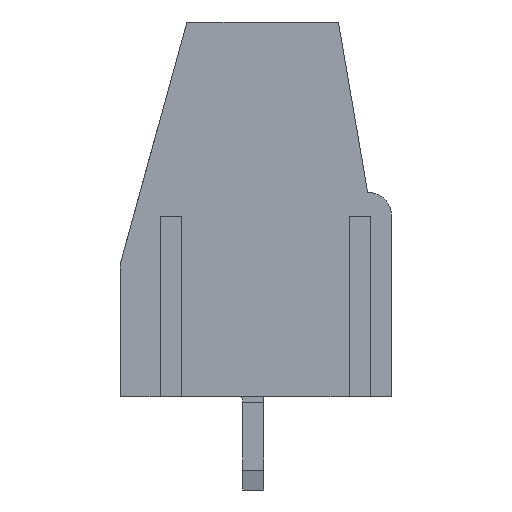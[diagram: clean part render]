
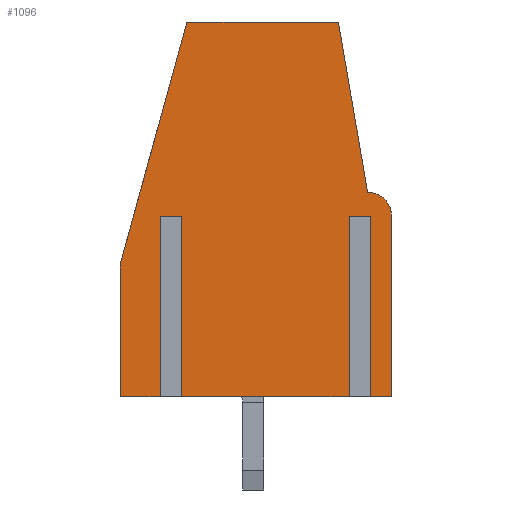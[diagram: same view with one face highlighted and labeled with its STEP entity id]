
A CAD part, left-side view. The second image highlights one B-rep face of the part: STEP entity #1096.
In plain terms, the highlighted planar face has unit normal (-1, 0, 0).
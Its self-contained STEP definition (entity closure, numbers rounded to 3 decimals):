
#1096=ADVANCED_FACE('',(#5522),#5524,.T.);
#5522=FACE_BOUND('',#5523,.T.);
#5523=EDGE_LOOP('',(#9319,#9320,#9321,#9322,#9323,#9324,#9325,#9326,#9327,#9328,
#9329,#9330,#9331,#9332,#9333));
#5524=PLANE('',#5525);
#5525=AXIS2_PLACEMENT_3D('',#5526,#5527,#5528);
#5526=CARTESIAN_POINT('',(-2.5,0.,0.));
#5527=DIRECTION('',(-1.,0.,0.));
#5528=DIRECTION('',(0.,0.,-1.));
#9319=ORIENTED_EDGE('',*,*,#11865,.F.);
#9320=ORIENTED_EDGE('',*,*,#11866,.F.);
#9321=ORIENTED_EDGE('',*,*,#11867,.F.);
#9322=ORIENTED_EDGE('',*,*,#11538,.T.);
#9323=ORIENTED_EDGE('',*,*,#11868,.F.);
#9324=ORIENTED_EDGE('',*,*,#11869,.F.);
#9325=ORIENTED_EDGE('',*,*,#11870,.F.);
#9326=ORIENTED_EDGE('',*,*,#11534,.T.);
#9327=ORIENTED_EDGE('',*,*,#11824,.T.);
#9328=ORIENTED_EDGE('',*,*,#11822,.T.);
#9329=ORIENTED_EDGE('',*,*,#11820,.T.);
#9330=ORIENTED_EDGE('',*,*,#11808,.T.);
#9331=ORIENTED_EDGE('',*,*,#11782,.T.);
#9332=ORIENTED_EDGE('',*,*,#11772,.T.);
#9333=ORIENTED_EDGE('',*,*,#11542,.T.);
#11534=EDGE_CURVE('',#12886,#12884,#12887,.T.);
#11538=EDGE_CURVE('',#12894,#12892,#12895,.T.);
#11542=EDGE_CURVE('',#12902,#12900,#12903,.T.);
#11772=EDGE_CURVE('',#13355,#12902,#13356,.T.);
#11782=EDGE_CURVE('',#13372,#13355,#13373,.T.);
#11808=EDGE_CURVE('',#13415,#13372,#13416,.T.);
#11820=EDGE_CURVE('',#13438,#13415,#13439,.T.);
#11822=EDGE_CURVE('',#13441,#13438,#13442,.T.);
#11824=EDGE_CURVE('',#12884,#13441,#13444,.T.);
#11865=EDGE_CURVE('',#13525,#12900,#13526,.T.);
#11866=EDGE_CURVE('',#13527,#13525,#13528,.F.);
#11867=EDGE_CURVE('',#12894,#13527,#13529,.T.);
#11868=EDGE_CURVE('',#13530,#12892,#13531,.T.);
#11869=EDGE_CURVE('',#13532,#13530,#13533,.F.);
#11870=EDGE_CURVE('',#12886,#13532,#13534,.T.);
#12884=VERTEX_POINT('',#15065);
#12886=VERTEX_POINT('',#15069);
#12887=LINE('',#15070,#15071);
#12892=VERTEX_POINT('',#15081);
#12894=VERTEX_POINT('',#15085);
#12895=LINE('',#15086,#15087);
#12900=VERTEX_POINT('',#15097);
#12902=VERTEX_POINT('',#15101);
#12903=LINE('',#15102,#15103);
#13355=VERTEX_POINT('',#16014);
#13356=LINE('',#16015,#16016);
#13372=VERTEX_POINT('',#16051);
#13373=LINE('',#16052,#16053);
#13415=VERTEX_POINT('',#16146);
#13416=LINE('',#16147,#16148);
#13438=VERTEX_POINT('',#16203);
#13439=LINE('',#16204,#16205);
#13441=VERTEX_POINT('',#16210);
#13442=CIRCLE('',#16211,0.9);
#13444=LINE('',#16218,#16219);
#13525=VERTEX_POINT('',#16381);
#13526=LINE('',#16382,#16383);
#13527=VERTEX_POINT('',#16385);
#13528=LINE('',#16386,#16387);
#13529=LINE('',#16389,#16390);
#13530=VERTEX_POINT('',#16392);
#13531=LINE('',#16393,#16394);
#13532=VERTEX_POINT('',#16396);
#13533=LINE('',#16397,#16398);
#13534=LINE('',#16400,#16401);
#15065=CARTESIAN_POINT('',(-2.5,-5.2,0.));
#15069=CARTESIAN_POINT('',(-2.5,-4.325,0.));
#15070=CARTESIAN_POINT('',(-2.5,-4.325,0.));
#15071=VECTOR('',#15072,1.);
#15072=DIRECTION('',(0.,-1.,0.));
#15081=CARTESIAN_POINT('',(-2.5,-3.675,0.));
#15085=CARTESIAN_POINT('',(-2.5,2.775,0.));
#15086=CARTESIAN_POINT('',(-2.5,2.775,0.));
#15087=VECTOR('',#15088,1.);
#15088=DIRECTION('',(0.,-1.,0.));
#15097=CARTESIAN_POINT('',(-2.5,3.425,0.));
#15101=CARTESIAN_POINT('',(-2.5,5.,0.));
#15102=CARTESIAN_POINT('',(-2.5,5.,0.));
#15103=VECTOR('',#15104,1.);
#15104=DIRECTION('',(0.,-1.,0.));
#16014=CARTESIAN_POINT('',(-2.5,5.,5.));
#16015=CARTESIAN_POINT('',(-2.5,5.,5.));
#16016=VECTOR('',#16017,1.);
#16017=DIRECTION('',(0.,0.,-1.));
#16051=CARTESIAN_POINT('',(-2.5,2.5,14.1));
#16052=CARTESIAN_POINT('',(-2.5,2.5,14.1));
#16053=VECTOR('',#16054,1.);
#16054=DIRECTION('',(0.,0.265,-0.964));
#16146=CARTESIAN_POINT('',(-2.5,-3.2,14.1));
#16147=CARTESIAN_POINT('',(-2.5,-3.2,14.1));
#16148=VECTOR('',#16149,1.);
#16149=DIRECTION('',(0.,1.,0.));
#16203=CARTESIAN_POINT('',(-2.5,-4.3,7.7));
#16204=CARTESIAN_POINT('',(-2.5,-4.3,7.7));
#16205=VECTOR('',#16206,1.);
#16206=DIRECTION('',(0.,0.169,0.986));
#16210=CARTESIAN_POINT('',(-2.5,-5.2,6.8));
#16211=AXIS2_PLACEMENT_3D('',#16212,#16213,#16214);
#16212=CARTESIAN_POINT('',(-2.5,-4.3,6.8));
#16213=DIRECTION('',(-1.,-0.,-0.));
#16214=DIRECTION('',(0.,-1.,0.));
#16218=CARTESIAN_POINT('',(-2.5,-5.2,0.));
#16219=VECTOR('',#16220,1.);
#16220=DIRECTION('',(0.,0.,1.));
#16381=CARTESIAN_POINT('',(-2.5,3.425,6.8));
#16382=CARTESIAN_POINT('',(-2.5,3.425,6.8));
#16383=VECTOR('',#16384,1.);
#16384=DIRECTION('',(0.,0.,-1.));
#16385=CARTESIAN_POINT('',(-2.5,2.775,6.8));
#16386=CARTESIAN_POINT('',(-2.5,3.425,6.8));
#16387=VECTOR('',#16388,1.);
#16388=DIRECTION('',(0.,-1.,0.));
#16389=CARTESIAN_POINT('',(-2.5,2.775,0.));
#16390=VECTOR('',#16391,1.);
#16391=DIRECTION('',(0.,0.,1.));
#16392=CARTESIAN_POINT('',(-2.5,-3.675,6.8));
#16393=CARTESIAN_POINT('',(-2.5,-3.675,6.8));
#16394=VECTOR('',#16395,1.);
#16395=DIRECTION('',(0.,0.,-1.));
#16396=CARTESIAN_POINT('',(-2.5,-4.325,6.8));
#16397=CARTESIAN_POINT('',(-2.5,-3.675,6.8));
#16398=VECTOR('',#16399,1.);
#16399=DIRECTION('',(0.,-1.,0.));
#16400=CARTESIAN_POINT('',(-2.5,-4.325,0.));
#16401=VECTOR('',#16402,1.);
#16402=DIRECTION('',(0.,0.,1.));
